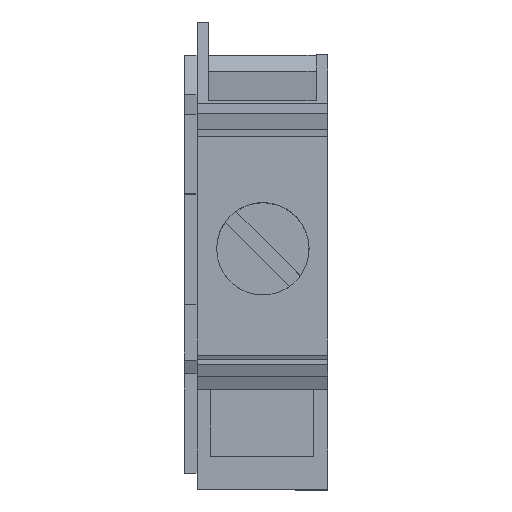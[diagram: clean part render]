
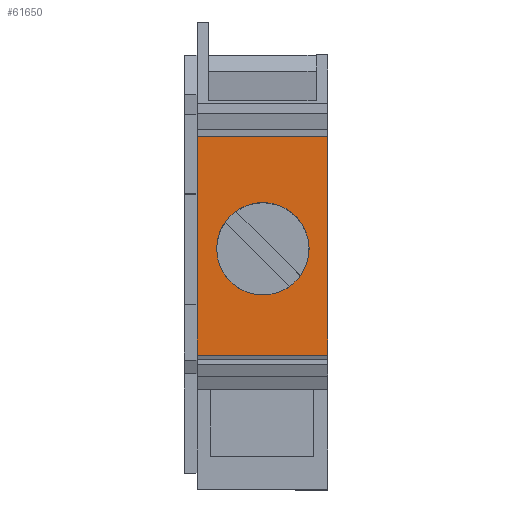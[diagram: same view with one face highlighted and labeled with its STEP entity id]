
A CAD part, top view. The second image highlights one B-rep face of the part: STEP entity #61650.
In plain terms, the highlighted face is planar.
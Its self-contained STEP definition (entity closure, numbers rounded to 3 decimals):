
#1090=CARTESIAN_POINT('',(1.952,-27.351,
1.55));
#1100=VERTEX_POINT('',#1090);
#1130=CARTESIAN_POINT('',(0.,-27.351,
1.55));
#1140=DIRECTION('',(-1.,0.,0.));
#1150=VECTOR('',#1140,1.);
#1160=LINE('',#1130,#1150);
#1170=CARTESIAN_POINT('',(-8.33,-27.351,
1.55));
#1180=VERTEX_POINT('',#1170);
#1190=EDGE_CURVE('',#1100,#1180,#1160,.T.);
#4150=CARTESIAN_POINT('',(-8.33,-27.351,
-4.6));
#4160=VERTEX_POINT('',#4150);
#4190=CARTESIAN_POINT('',(0.,-27.351,
-4.6));
#4200=DIRECTION('',(-1.,0.,0.));
#4210=VECTOR('',#4200,1.);
#4220=LINE('',#4190,#4210);
#4230=CARTESIAN_POINT('',(1.952,-27.351,
-4.6));
#4240=VERTEX_POINT('',#4230);
#4250=EDGE_CURVE('',#4240,#4160,#4220,.T.);
#60870=CARTESIAN_POINT('',(-8.33,-27.351,
0.));
#60880=DIRECTION('',(0.,0.,1.));
#60890=VECTOR('',#60880,1.);
#60900=LINE('',#60870,#60890);
#60910=EDGE_CURVE('',#4160,#1180,#60900,.T.);
#61340=CARTESIAN_POINT('',(1.686,-27.351,
1.55));
#61350=DIRECTION('',(0.,1.,0.));
#61360=DIRECTION('',(1.,0.,0.));
#61370=AXIS2_PLACEMENT_3D('',#61340,#61350,#61360);
#61380=PLANE('',#61370);
#61390=CARTESIAN_POINT('',(-3.05,-27.351,
-1.5));
#61400=DIRECTION('',(0.,-1.,0.));
#61410=DIRECTION('',(-1.,0.,0.));
#61420=AXIS2_PLACEMENT_3D('',#61390,#61400,#61410);
#61430=CIRCLE('',#61420,2.175);
#61440=CARTESIAN_POINT('',(-0.875,-27.351,
-1.5));
#61450=VERTEX_POINT('',#61440);
#61460=CARTESIAN_POINT('',(-5.225,-27.351,
-1.5));
#61470=VERTEX_POINT('',#61460);
#61480=EDGE_CURVE('',#61450,#61470,#61430,.T.);
#61490=ORIENTED_EDGE('',*,*,#61480,.F.);
#61500=EDGE_CURVE('',#61470,#61450,#61430,.T.);
#61510=ORIENTED_EDGE('',*,*,#61500,.F.);
#61520=EDGE_LOOP('',(#61510,#61490));
#61530=FACE_BOUND('',#61520,.T.);
#61540=ORIENTED_EDGE('',*,*,#1190,.T.);
#61550=CARTESIAN_POINT('',(1.952,-27.351,
0.));
#61560=DIRECTION('',(0.,0.,1.));
#61570=VECTOR('',#61560,1.);
#61580=LINE('',#61550,#61570);
#61590=EDGE_CURVE('',#4240,#1100,#61580,.T.);
#61600=ORIENTED_EDGE('',*,*,#61590,.T.);
#61610=ORIENTED_EDGE('',*,*,#4250,.F.);
#61620=ORIENTED_EDGE('',*,*,#60910,.F.);
#61630=EDGE_LOOP('',(#61620,#61610,#61600,#61540));
#61640=FACE_OUTER_BOUND('',#61630,.T.);
#61650=ADVANCED_FACE('',(#61530,#61640),#61380,.F.);
